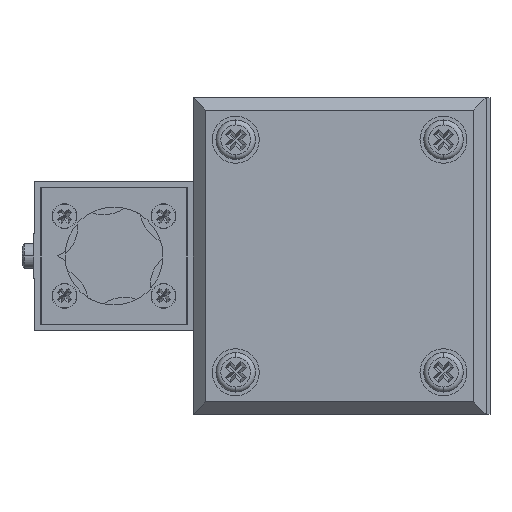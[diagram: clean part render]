
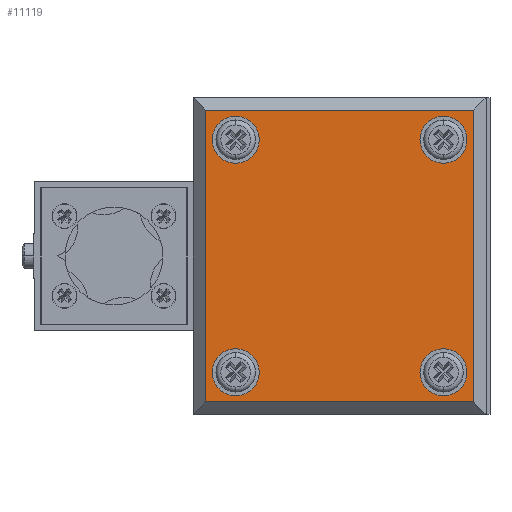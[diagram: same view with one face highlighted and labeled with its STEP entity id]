
A CAD part, left-side view. The second image highlights one B-rep face of the part: STEP entity #11119.
In plain terms, the highlighted face is planar.
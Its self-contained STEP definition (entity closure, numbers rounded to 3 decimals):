
#257 = CARTESIAN_POINT ( 'NONE',  ( 23.5, 21., 0. ) ) ;
#258 = DIRECTION ( 'NONE',  ( 0., 0., -1. ) ) ;
#259 = DIRECTION ( 'NONE',  ( -1., 0., 0. ) ) ;
#260 = CARTESIAN_POINT ( 'NONE',  ( 23.5, -21., 0. ) ) ;
#261 = DIRECTION ( 'NONE',  ( 0., 0., -1. ) ) ;
#262 = DIRECTION ( 'NONE',  ( -1., 0., 0. ) ) ;
#263 = CARTESIAN_POINT ( 'NONE',  ( -23.5, -21., 0. ) ) ;
#264 = DIRECTION ( 'NONE',  ( 0., 0., -1. ) ) ;
#265 = DIRECTION ( 'NONE',  ( -1., 0., 0. ) ) ;
#266 = CARTESIAN_POINT ( 'NONE',  ( -23.5, 21., 0. ) ) ;
#267 = DIRECTION ( 'NONE',  ( 0., 0., -1. ) ) ;
#268 = DIRECTION ( 'NONE',  ( -1., 0., 0. ) ) ;
#269 = CARTESIAN_POINT ( 'NONE',  ( -29.5, -29.6, 0. ) ) ;
#270 = DIRECTION ( 'NONE',  ( 0., 1., 0. ) ) ;
#271 = CARTESIAN_POINT ( 'NONE',  ( -32., -27.1, 0. ) ) ;
#272 = DIRECTION ( 'NONE',  ( -1., 0., 0. ) ) ;
#273 = CARTESIAN_POINT ( 'NONE',  ( 29.5, -29.6, 0. ) ) ;
#274 = DIRECTION ( 'NONE',  ( 0., -1., 0. ) ) ;
#275 = CARTESIAN_POINT ( 'NONE',  ( -32., 27.1, 0. ) ) ;
#276 = DIRECTION ( 'NONE',  ( 1., 0., 0. ) ) ;
#1398 = PLANE ( 'NONE',  #9068 ) ;
#1399 = CARTESIAN_POINT ( 'NONE',  ( -32., -29.6, 0. ) ) ;
#1400 = DIRECTION ( 'NONE',  ( 0., 0., 1. ) ) ;
#1401 = DIRECTION ( 'NONE',  ( 1., 0., 0. ) ) ;
#1856 = CARTESIAN_POINT ( 'NONE',  ( -23.5, -21., 0. ) ) ;
#1857 = DIRECTION ( 'NONE',  ( 0., 0., -1. ) ) ;
#1858 = DIRECTION ( 'NONE',  ( -1., 0., 0. ) ) ;
#1935 = CARTESIAN_POINT ( 'NONE',  ( -23.5, 21., 0. ) ) ;
#1936 = DIRECTION ( 'NONE',  ( 0., 0., -1. ) ) ;
#1937 = DIRECTION ( 'NONE',  ( -1., 0., 0. ) ) ;
#2023 = VERTEX_POINT ( 'NONE', #11528 ) ;
#2029 = VERTEX_POINT ( 'NONE', #11522 ) ;
#2048 = VERTEX_POINT ( 'NONE', #11503 ) ;
#2072 = VERTEX_POINT ( 'NONE', #11479 ) ;
#2074 = VERTEX_POINT ( 'NONE', #11477 ) ;
#2080 = VERTEX_POINT ( 'NONE', #11471 ) ;
#2102 = VERTEX_POINT ( 'NONE', #11449 ) ;
#2111 = VERTEX_POINT ( 'NONE', #11440 ) ;
#2126 = VERTEX_POINT ( 'NONE', #14469 ) ;
#2127 = VERTEX_POINT ( 'NONE', #14468 ) ;
#2606 = EDGE_LOOP ( 'NONE', ( #14102, #14103 ) ) ;
#2607 = EDGE_LOOP ( 'NONE', ( #14100, #14101 ) ) ;
#2608 = EDGE_LOOP ( 'NONE', ( #14098, #14099 ) ) ;
#2609 = EDGE_LOOP ( 'NONE', ( #14096, #14097 ) ) ;
#2610 = EDGE_LOOP ( 'NONE', ( #14092, #14093, #14094, #14095 ) ) ;
#2630 = CARTESIAN_POINT ( 'NONE',  ( -28.25, 21., 0. ) ) ;
#4263 = CARTESIAN_POINT ( 'NONE',  ( 28.25, -21., 0. ) ) ;
#5321 = FACE_OUTER_BOUND ( 'NONE', #2610, .T. ) ;
#5322 = FACE_BOUND ( 'NONE', #2609, .T. ) ;
#5323 = FACE_BOUND ( 'NONE', #2608, .T. ) ;
#5324 = FACE_BOUND ( 'NONE', #2607, .T. ) ;
#5325 = FACE_BOUND ( 'NONE', #2606, .T. ) ;
#6561 = CIRCLE ( 'NONE', #9600, 4.75 ) ;
#8369 = EDGE_CURVE ( 'NONE', #2074, #2127, #15860, .T. ) ;
#8402 = EDGE_CURVE ( 'NONE', #2048, #15978, #6561, .T. ) ;
#8637 = AXIS2_PLACEMENT_3D ( 'NONE', #257, #258, #259 ) ;
#8638 = AXIS2_PLACEMENT_3D ( 'NONE', #260, #261, #262 ) ;
#8639 = AXIS2_PLACEMENT_3D ( 'NONE', #263, #264, #265 ) ;
#8640 = AXIS2_PLACEMENT_3D ( 'NONE', #266, #267, #268 ) ;
#8650 = AXIS2_PLACEMENT_3D ( 'NONE', #13571, #13572, #13573 ) ;
#8651 = AXIS2_PLACEMENT_3D ( 'NONE', #13576, #13577, #13578 ) ;
#9068 = AXIS2_PLACEMENT_3D ( 'NONE', #1399, #1400, #1401 ) ;
#9493 = EDGE_CURVE ( 'NONE', #2023, #2072, #14710, .T. ) ;
#9494 = EDGE_CURVE ( 'NONE', #2111, #15908, #14711, .T. ) ;
#9495 = EDGE_CURVE ( 'NONE', #2127, #2074, #14712, .T. ) ;
#9496 = EDGE_CURVE ( 'NONE', #15978, #2048, #14714, .T. ) ;
#9497 = EDGE_CURVE ( 'NONE', #2102, #2126, #14713, .T. ) ;
#9498 = EDGE_CURVE ( 'NONE', #2029, #2102, #14716, .T. ) ;
#9499 = EDGE_CURVE ( 'NONE', #2080, #2029, #14718, .T. ) ;
#9500 = EDGE_CURVE ( 'NONE', #2126, #2080, #14720, .T. ) ;
#9587 = AXIS2_PLACEMENT_3D ( 'NONE', #1856, #1857, #1858 ) ;
#9600 = AXIS2_PLACEMENT_3D ( 'NONE', #1935, #1936, #1937 ) ;
#9838 = EDGE_CURVE ( 'NONE', #2072, #2023, #16150, .T. ) ;
#9840 = EDGE_CURVE ( 'NONE', #15908, #2111, #16153, .T. ) ;
#11119 = ADVANCED_FACE ( 'NONE', ( #5321, #5322, #5323, #5324, #5325 ), #1398, .F. ) ;
#11440 = CARTESIAN_POINT ( 'NONE',  ( 18.75, -21., 0. ) ) ;
#11449 = CARTESIAN_POINT ( 'NONE',  ( -29.5, -27.1, 0. ) ) ;
#11471 = CARTESIAN_POINT ( 'NONE',  ( 29.5, 27.1, 0. ) ) ;
#11477 = CARTESIAN_POINT ( 'NONE',  ( -18.75, -21., 0. ) ) ;
#11479 = CARTESIAN_POINT ( 'NONE',  ( 28.25, 21., 0. ) ) ;
#11503 = CARTESIAN_POINT ( 'NONE',  ( -18.75, 21., 0. ) ) ;
#11522 = CARTESIAN_POINT ( 'NONE',  ( 29.5, -27.1, 0. ) ) ;
#11528 = CARTESIAN_POINT ( 'NONE',  ( 18.75, 21., 0. ) ) ;
#13571 = CARTESIAN_POINT ( 'NONE',  ( 23.5, 21., 0. ) ) ;
#13572 = DIRECTION ( 'NONE',  ( 0., 0., -1. ) ) ;
#13573 = DIRECTION ( 'NONE',  ( -1., 0., 0. ) ) ;
#13576 = CARTESIAN_POINT ( 'NONE',  ( 23.5, -21., 0. ) ) ;
#13577 = DIRECTION ( 'NONE',  ( 0., 0., -1. ) ) ;
#13578 = DIRECTION ( 'NONE',  ( -1., 0., 0. ) ) ;
#14092 = ORIENTED_EDGE ( 'NONE', *, *, #9500, .T. ) ;
#14093 = ORIENTED_EDGE ( 'NONE', *, *, #9499, .T. ) ;
#14094 = ORIENTED_EDGE ( 'NONE', *, *, #9498, .T. ) ;
#14095 = ORIENTED_EDGE ( 'NONE', *, *, #9497, .T. ) ;
#14096 = ORIENTED_EDGE ( 'NONE', *, *, #9496, .F. ) ;
#14097 = ORIENTED_EDGE ( 'NONE', *, *, #8402, .F. ) ;
#14098 = ORIENTED_EDGE ( 'NONE', *, *, #9495, .F. ) ;
#14099 = ORIENTED_EDGE ( 'NONE', *, *, #8369, .F. ) ;
#14100 = ORIENTED_EDGE ( 'NONE', *, *, #9494, .F. ) ;
#14101 = ORIENTED_EDGE ( 'NONE', *, *, #9840, .F. ) ;
#14102 = ORIENTED_EDGE ( 'NONE', *, *, #9493, .F. ) ;
#14103 = ORIENTED_EDGE ( 'NONE', *, *, #9838, .F. ) ;
#14468 = CARTESIAN_POINT ( 'NONE',  ( -28.25, -21., 0. ) ) ;
#14469 = CARTESIAN_POINT ( 'NONE',  ( -29.5, 27.1, 0. ) ) ;
#14710 = CIRCLE ( 'NONE', #8637, 4.75 ) ;
#14711 = CIRCLE ( 'NONE', #8638, 4.75 ) ;
#14712 = CIRCLE ( 'NONE', #8639, 4.75 ) ;
#14713 = LINE ( 'NONE', #269, #14715 ) ;
#14714 = CIRCLE ( 'NONE', #8640, 4.75 ) ;
#14715 = VECTOR ( 'NONE', #270, 1000. ) ;
#14716 = LINE ( 'NONE', #271, #14717 ) ;
#14717 = VECTOR ( 'NONE', #272, 1000. ) ;
#14718 = LINE ( 'NONE', #273, #14719 ) ;
#14719 = VECTOR ( 'NONE', #274, 1000. ) ;
#14720 = LINE ( 'NONE', #275, #14721 ) ;
#14721 = VECTOR ( 'NONE', #276, 1000. ) ;
#15860 = CIRCLE ( 'NONE', #9587, 4.75 ) ;
#15908 = VERTEX_POINT ( 'NONE', #4263 ) ;
#15978 = VERTEX_POINT ( 'NONE', #2630 ) ;
#16150 = CIRCLE ( 'NONE', #8650, 4.75 ) ;
#16153 = CIRCLE ( 'NONE', #8651, 4.75 ) ;
